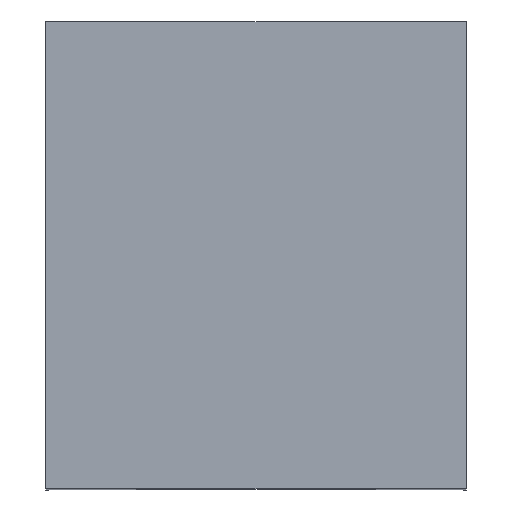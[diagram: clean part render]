
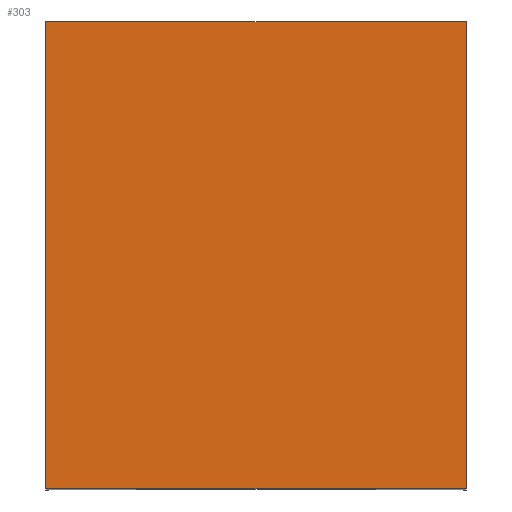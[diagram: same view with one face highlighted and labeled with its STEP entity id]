
A CAD part, top view. The second image highlights one B-rep face of the part: STEP entity #303.
In plain terms, the highlighted planar face has unit normal (0, 0, 1).
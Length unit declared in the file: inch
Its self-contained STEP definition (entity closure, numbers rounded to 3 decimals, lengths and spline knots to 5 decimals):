
#17=FACE_OUTER_BOUND('',#33,.T.);
#33=EDGE_LOOP('',(#217,#218,#219,#220));
#60=LINE('',#459,#102);
#62=LINE('',#463,#104);
#63=LINE('',#465,#105);
#64=LINE('',#466,#106);
#102=VECTOR('',#372,0.3937);
#104=VECTOR('',#376,0.3937);
#105=VECTOR('',#377,0.3937);
#106=VECTOR('',#378,0.3937);
#143=VERTEX_POINT('',#456);
#144=VERTEX_POINT('',#458);
#145=VERTEX_POINT('',#462);
#146=VERTEX_POINT('',#464);
#172=EDGE_CURVE('',#144,#143,#60,.T.);
#174=EDGE_CURVE('',#145,#144,#62,.T.);
#175=EDGE_CURVE('',#143,#146,#63,.T.);
#176=EDGE_CURVE('',#146,#145,#64,.T.);
#217=ORIENTED_EDGE('',*,*,#174,.T.);
#218=ORIENTED_EDGE('',*,*,#172,.T.);
#219=ORIENTED_EDGE('',*,*,#175,.T.);
#220=ORIENTED_EDGE('',*,*,#176,.T.);
#287=PLANE('',#339);
#303=ADVANCED_FACE('',(#17),#287,.T.);
#339=AXIS2_PLACEMENT_3D('',#461,#374,#375);
#372=DIRECTION('',(-1.,0.,0.));
#374=DIRECTION('center_axis',(0.,0.,1.));
#375=DIRECTION('ref_axis',(1.,0.,0.));
#376=DIRECTION('',(0.,1.,0.));
#377=DIRECTION('',(0.,-1.,0.));
#378=DIRECTION('',(1.,0.,0.));
#456=CARTESIAN_POINT('',(-0.51181,0.15835,0.15748));
#458=CARTESIAN_POINT('',(0.12598,0.15835,0.15748));
#459=CARTESIAN_POINT('',(0.12598,0.15835,0.15748));
#461=CARTESIAN_POINT('Origin',(-0.19291,-0.19595,0.15748));
#462=CARTESIAN_POINT('',(0.12598,-0.55025,0.15748));
#463=CARTESIAN_POINT('',(0.12598,-0.55025,0.15748));
#464=CARTESIAN_POINT('',(-0.51181,-0.55025,0.15748));
#465=CARTESIAN_POINT('',(-0.51181,0.15835,0.15748));
#466=CARTESIAN_POINT('',(-0.51181,-0.55025,0.15748));
